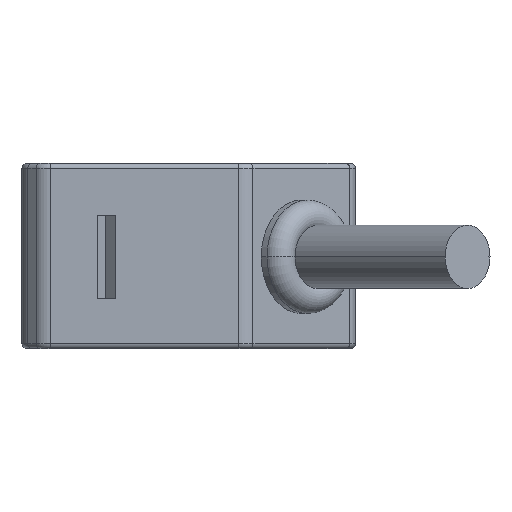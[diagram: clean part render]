
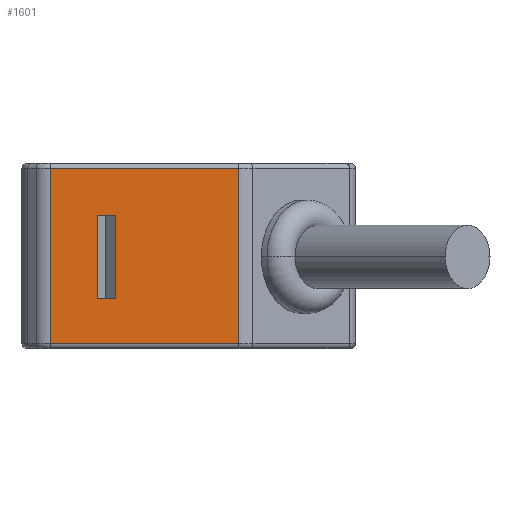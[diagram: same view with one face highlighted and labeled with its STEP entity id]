
A CAD part, front view. The second image highlights one B-rep face of the part: STEP entity #1601.
In plain terms, the highlighted planar face has unit normal (0, -1, 0).
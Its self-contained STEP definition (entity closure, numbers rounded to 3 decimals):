
#237 = EDGE_CURVE ( 'NONE', #3029, #5020, #2390, .T. ) ;
#316 = CARTESIAN_POINT ( 'NONE',  ( 25.6, 51.34, 3. ) ) ;
#436 = DIRECTION ( 'NONE',  ( 1., 0., 0. ) ) ;
#510 = FACE_BOUND ( 'NONE', #5315, .T. ) ;
#549 = VERTEX_POINT ( 'NONE', #2016 ) ;
#643 = CARTESIAN_POINT ( 'NONE',  ( 27.35, 51.34, 0.3 ) ) ;
#780 = DIRECTION ( 'NONE',  ( -1., 0., 0. ) ) ;
#788 = VECTOR ( 'NONE', #4517, 1000. ) ;
#791 = LINE ( 'NONE', #1861, #5134 ) ;
#834 = VERTEX_POINT ( 'NONE', #6464 ) ;
#954 = VERTEX_POINT ( 'NONE', #6651 ) ;
#1225 = EDGE_CURVE ( 'NONE', #5020, #3143, #2374, .T. ) ;
#1538 = EDGE_CURVE ( 'NONE', #2815, #3029, #2722, .T. ) ;
#1601 = ADVANCED_FACE ( 'NONE', ( #510, #2866 ), #4410, .T. ) ;
#1727 = ORIENTED_EDGE ( 'NONE', *, *, #5379, .T. ) ;
#1840 = CARTESIAN_POINT ( 'NONE',  ( 27.35, 51.34, 8. ) ) ;
#1861 = CARTESIAN_POINT ( 'NONE',  ( 21.697, 51.34, 5.55 ) ) ;
#2016 = CARTESIAN_POINT ( 'NONE',  ( 33.003, 51.34, 10.8 ) ) ;
#2061 = VECTOR ( 'NONE', #436, 1000. ) ;
#2068 = CARTESIAN_POINT ( 'NONE',  ( 33.003, 51.34, 5.55 ) ) ;
#2342 = ORIENTED_EDGE ( 'NONE', *, *, #3329, .T. ) ;
#2365 = DIRECTION ( 'NONE',  ( 0., 0., -1. ) ) ;
#2374 = LINE ( 'NONE', #1840, #2061 ) ;
#2390 = LINE ( 'NONE', #4321, #6225 ) ;
#2436 = ORIENTED_EDGE ( 'NONE', *, *, #1538, .T. ) ;
#2675 = AXIS2_PLACEMENT_3D ( 'NONE', #4348, #6482, #780 ) ;
#2703 = CARTESIAN_POINT ( 'NONE',  ( 24.5, 51.34, 8. ) ) ;
#2705 = CARTESIAN_POINT ( 'NONE',  ( 27.35, 51.34, 3. ) ) ;
#2722 = LINE ( 'NONE', #2705, #6622 ) ;
#2793 = DIRECTION ( 'NONE',  ( 0., 0., 1. ) ) ;
#2815 = VERTEX_POINT ( 'NONE', #316 ) ;
#2835 = VERTEX_POINT ( 'NONE', #4954 ) ;
#2866 = FACE_OUTER_BOUND ( 'NONE', #3126, .T. ) ;
#2913 = CARTESIAN_POINT ( 'NONE',  ( 25.6, 51.34, 8. ) ) ;
#3029 = VERTEX_POINT ( 'NONE', #5796 ) ;
#3126 = EDGE_LOOP ( 'NONE', ( #6118, #3401, #2342, #4622 ) ) ;
#3143 = VERTEX_POINT ( 'NONE', #2913 ) ;
#3218 = ORIENTED_EDGE ( 'NONE', *, *, #1225, .T. ) ;
#3269 = DIRECTION ( 'NONE',  ( -1., 0., 0. ) ) ;
#3329 = EDGE_CURVE ( 'NONE', #549, #834, #6738, .T. ) ;
#3368 = EDGE_CURVE ( 'NONE', #954, #549, #6566, .T. ) ;
#3401 = ORIENTED_EDGE ( 'NONE', *, *, #3368, .T. ) ;
#3607 = VECTOR ( 'NONE', #3269, 1000. ) ;
#3637 = DIRECTION ( 'NONE',  ( 0., 0., 1. ) ) ;
#3719 = VECTOR ( 'NONE', #4696, 1000. ) ;
#4321 = CARTESIAN_POINT ( 'NONE',  ( 24.5, 51.34, 5.55 ) ) ;
#4348 = CARTESIAN_POINT ( 'NONE',  ( 33.286, 51.34, 11.063 ) ) ;
#4410 = PLANE ( 'NONE',  #2675 ) ;
#4517 = DIRECTION ( 'NONE',  ( 0., 0., -1. ) ) ;
#4622 = ORIENTED_EDGE ( 'NONE', *, *, #6077, .T. ) ;
#4623 = EDGE_CURVE ( 'NONE', #954, #2835, #4767, .T. ) ;
#4696 = DIRECTION ( 'NONE',  ( -1., 0., 0. ) ) ;
#4767 = LINE ( 'NONE', #643, #3607 ) ;
#4954 = CARTESIAN_POINT ( 'NONE',  ( 21.697, 51.34, 0.3 ) ) ;
#5020 = VERTEX_POINT ( 'NONE', #2703 ) ;
#5134 = VECTOR ( 'NONE', #2365, 1000. ) ;
#5191 = VECTOR ( 'NONE', #3637, 1000. ) ;
#5259 = CARTESIAN_POINT ( 'NONE',  ( 27.35, 51.34, 10.8 ) ) ;
#5315 = EDGE_LOOP ( 'NONE', ( #6634, #3218, #1727, #2436 ) ) ;
#5379 = EDGE_CURVE ( 'NONE', #3143, #2815, #6423, .T. ) ;
#5796 = CARTESIAN_POINT ( 'NONE',  ( 24.5, 51.34, 3. ) ) ;
#6031 = CARTESIAN_POINT ( 'NONE',  ( 25.6, 51.34, 5.55 ) ) ;
#6077 = EDGE_CURVE ( 'NONE', #834, #2835, #791, .T. ) ;
#6118 = ORIENTED_EDGE ( 'NONE', *, *, #4623, .F. ) ;
#6225 = VECTOR ( 'NONE', #2793, 1000. ) ;
#6333 = DIRECTION ( 'NONE',  ( -1., 0., 0. ) ) ;
#6423 = LINE ( 'NONE', #6031, #788 ) ;
#6464 = CARTESIAN_POINT ( 'NONE',  ( 21.697, 51.34, 10.8 ) ) ;
#6482 = DIRECTION ( 'NONE',  ( 0., -1., 0. ) ) ;
#6566 = LINE ( 'NONE', #2068, #5191 ) ;
#6622 = VECTOR ( 'NONE', #6333, 1000. ) ;
#6634 = ORIENTED_EDGE ( 'NONE', *, *, #237, .T. ) ;
#6651 = CARTESIAN_POINT ( 'NONE',  ( 33.003, 51.34, 0.3 ) ) ;
#6738 = LINE ( 'NONE', #5259, #3719 ) ;
